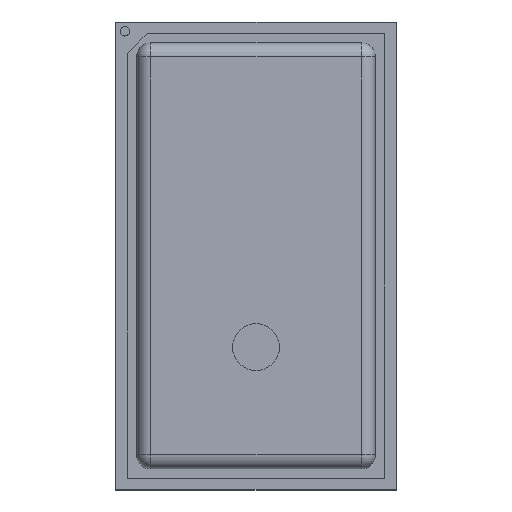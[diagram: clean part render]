
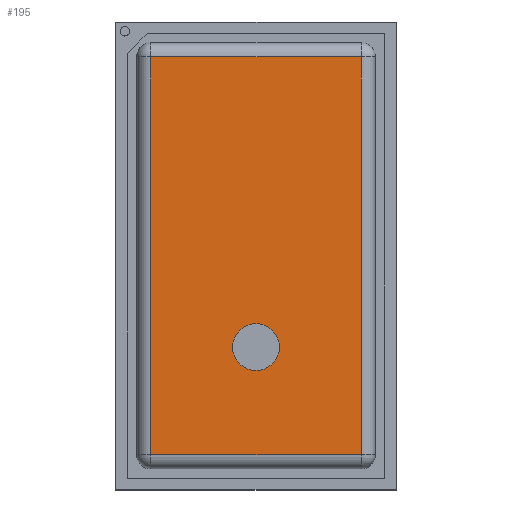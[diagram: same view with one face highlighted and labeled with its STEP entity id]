
A CAD part, top view. The second image highlights one B-rep face of the part: STEP entity #195.
In plain terms, the highlighted planar face has unit normal (0, 0, 1).
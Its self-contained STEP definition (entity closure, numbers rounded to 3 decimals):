
#92 = LINE ( 'NONE', #1633, #1796 ) ;
#152 = DIRECTION ( 'NONE',  ( 0., 0., 1. ) ) ;
#161 = VECTOR ( 'NONE', #1024, 1000. ) ;
#185 = ORIENTED_EDGE ( 'NONE', *, *, #823, .T. ) ;
#195 = ADVANCED_FACE ( 'NONE', ( #452, #1269 ), #243, .T. ) ;
#200 = AXIS2_PLACEMENT_3D ( 'NONE', #500, #710, #1023 ) ;
#227 = VERTEX_POINT ( 'NONE', #1611 ) ;
#243 = PLANE ( 'NONE',  #200 ) ;
#260 = VERTEX_POINT ( 'NONE', #590 ) ;
#288 = CARTESIAN_POINT ( 'NONE',  ( 0.375, 4.625, 1.1 ) ) ;
#395 = AXIS2_PLACEMENT_3D ( 'NONE', #1132, #152, #1301 ) ;
#452 = FACE_BOUND ( 'NONE', #1603, .T. ) ;
#460 = CARTESIAN_POINT ( 'NONE',  ( 1.5, 1.525, 1.1 ) ) ;
#494 = CARTESIAN_POINT ( 'NONE',  ( 2.625, 4.775, 1.1 ) ) ;
#500 = CARTESIAN_POINT ( 'NONE',  ( 0., 0., 1.1 ) ) ;
#590 = CARTESIAN_POINT ( 'NONE',  ( 2.625, 4.625, 1.1 ) ) ;
#596 = LINE ( 'NONE', #1354, #161 ) ;
#614 = DIRECTION ( 'NONE',  ( 1., 0., 0. ) ) ;
#641 = EDGE_LOOP ( 'NONE', ( #805, #1919, #185, #1655 ) ) ;
#685 = ORIENTED_EDGE ( 'NONE', *, *, #696, .F. ) ;
#696 = EDGE_CURVE ( 'NONE', #1256, #855, #1169, .T. ) ;
#703 = VERTEX_POINT ( 'NONE', #288 ) ;
#710 = DIRECTION ( 'NONE',  ( 0., 0., 1. ) ) ;
#726 = VECTOR ( 'NONE', #2099, 1000. ) ;
#775 = EDGE_CURVE ( 'NONE', #855, #1256, #1455, .T. ) ;
#784 = CARTESIAN_POINT ( 'NONE',  ( 2.625, 0.375, 1.1 ) ) ;
#805 = ORIENTED_EDGE ( 'NONE', *, *, #1578, .T. ) ;
#823 = EDGE_CURVE ( 'NONE', #703, #227, #92, .T. ) ;
#855 = VERTEX_POINT ( 'NONE', #1315 ) ;
#966 = CARTESIAN_POINT ( 'NONE',  ( 0.225, 4.625, 1.1 ) ) ;
#1023 = DIRECTION ( 'NONE',  ( 1., 0., 0. ) ) ;
#1024 = DIRECTION ( 'NONE',  ( 1., 0., 0. ) ) ;
#1112 = LINE ( 'NONE', #966, #726 ) ;
#1132 = CARTESIAN_POINT ( 'NONE',  ( 1.5, 1.525, 1.1 ) ) ;
#1169 = CIRCLE ( 'NONE', #1864, 0.25 ) ;
#1256 = VERTEX_POINT ( 'NONE', #1257 ) ;
#1257 = CARTESIAN_POINT ( 'NONE',  ( 1.75, 1.525, 1.1 ) ) ;
#1269 = FACE_OUTER_BOUND ( 'NONE', #641, .T. ) ;
#1301 = DIRECTION ( 'NONE',  ( 1., 0., 0. ) ) ;
#1302 = ORIENTED_EDGE ( 'NONE', *, *, #775, .F. ) ;
#1315 = CARTESIAN_POINT ( 'NONE',  ( 1.25, 1.525, 1.1 ) ) ;
#1354 = CARTESIAN_POINT ( 'NONE',  ( 2.775, 0.375, 1.1 ) ) ;
#1455 = CIRCLE ( 'NONE', #395, 0.25 ) ;
#1458 = DIRECTION ( 'NONE',  ( 0., -1., 0. ) ) ;
#1513 = VERTEX_POINT ( 'NONE', #784 ) ;
#1540 = EDGE_CURVE ( 'NONE', #260, #703, #1112, .T. ) ;
#1550 = VECTOR ( 'NONE', #1807, 1000. ) ;
#1578 = EDGE_CURVE ( 'NONE', #1513, #260, #1935, .T. ) ;
#1597 = DIRECTION ( 'NONE',  ( 0., 0., 1. ) ) ;
#1603 = EDGE_LOOP ( 'NONE', ( #685, #1302 ) ) ;
#1611 = CARTESIAN_POINT ( 'NONE',  ( 0.375, 0.375, 1.1 ) ) ;
#1633 = CARTESIAN_POINT ( 'NONE',  ( 0.375, 0.225, 1.1 ) ) ;
#1655 = ORIENTED_EDGE ( 'NONE', *, *, #1827, .T. ) ;
#1796 = VECTOR ( 'NONE', #1458, 1000. ) ;
#1807 = DIRECTION ( 'NONE',  ( 0., 1., 0. ) ) ;
#1827 = EDGE_CURVE ( 'NONE', #227, #1513, #596, .T. ) ;
#1864 = AXIS2_PLACEMENT_3D ( 'NONE', #460, #1597, #614 ) ;
#1919 = ORIENTED_EDGE ( 'NONE', *, *, #1540, .T. ) ;
#1935 = LINE ( 'NONE', #494, #1550 ) ;
#2099 = DIRECTION ( 'NONE',  ( -1., 0., 0. ) ) ;
